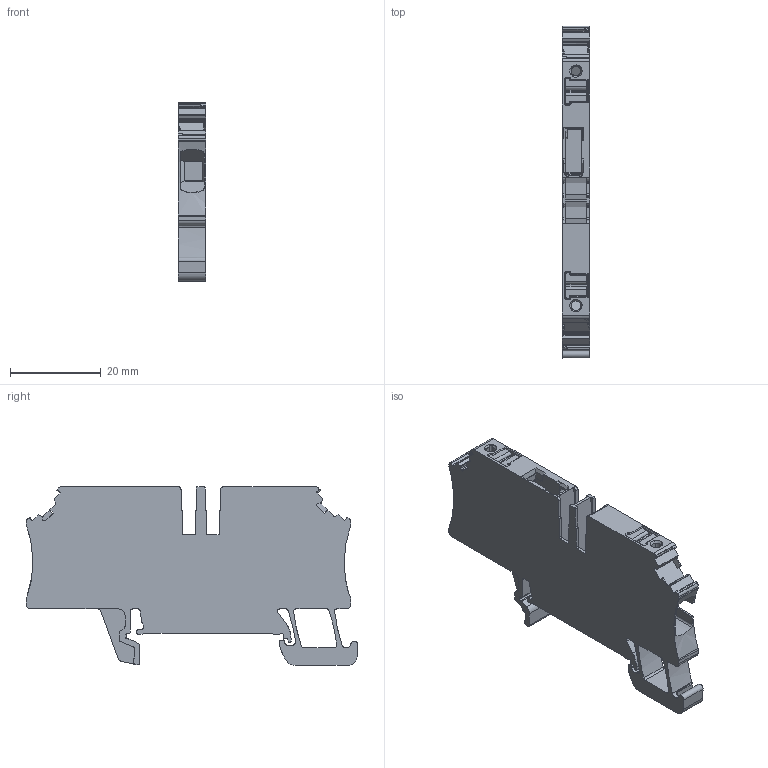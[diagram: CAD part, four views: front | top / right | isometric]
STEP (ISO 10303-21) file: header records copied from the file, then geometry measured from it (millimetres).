
FILE_DESCRIPTION(('CATIA V5 STEP Exchange','CAx-IF Rec.Pracs.--- Model Styling and Organization---1.4--- 2014-01-23'),'2;1');
FILE_NAME ('1481838-9_0', '2023-04-20T09:12:30+00:00', ('none'), ('Weidmueller'), 'CATIA Version 5-6 Release 2016 SP3 HF44', 'CATIA V5 STEP AP214', 'none');
FILE_SCHEMA(('AUTOMOTIVE_DESIGN { 1 0 10303 214 1 1 1 1 }'));
Length unit declared in the file: millimetre
Products named in the file (1): 2898760000
Bounding box: 6.1 x 73.13 x 39.4 mm (x, y, z)
Volume: 11068.2 mm3; surface area: 7764.5 mm2
Topology: 3 solids, 3 shells, 828 faces, 2307 edges, 1491 vertices
Faces by surface type: plane 337, cylinder 280, extrusion 114, cone 40, bspline 34, torus 21, sphere 2
Entity records: 30421 total; most frequent: CARTESIAN_POINT 10559, ORIENTED_EDGE 4610, DIRECTION 3166, EDGE_CURVE 2305, VECTOR 1531, VERTEX_POINT 1491, LINE 1417, AXIS2_PLACEMENT_3D 1033
